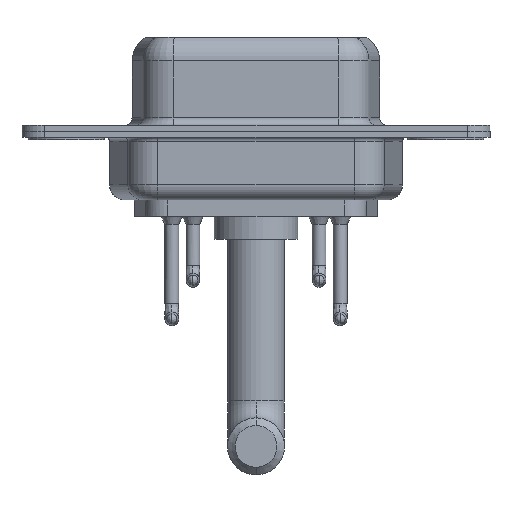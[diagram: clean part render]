
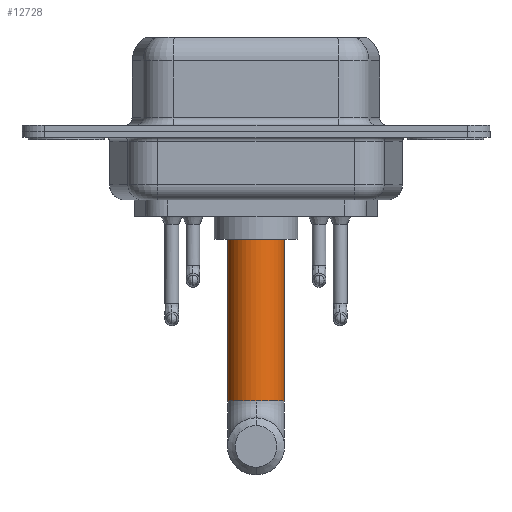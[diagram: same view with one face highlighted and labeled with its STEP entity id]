
A CAD part, front view. The second image highlights one B-rep face of the part: STEP entity #12728.
In plain terms, the highlighted cylindrical face has radius 1.875 mm (diameter 3.75 mm), a partial arc.
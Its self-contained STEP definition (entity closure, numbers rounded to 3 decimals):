
#190 = VERTEX_POINT ( 'NONE', #8690 ) ;
#571 = EDGE_CURVE ( 'NONE', #190, #10117, #9622, .T. ) ;
#756 = CARTESIAN_POINT ( 'NONE',  ( 1.875, 0., 0. ) ) ;
#1214 = CARTESIAN_POINT ( 'NONE',  ( 0., 0., -10.63 ) ) ;
#1338 = CIRCLE ( 'NONE', #3220, 1.875 ) ;
#1726 = CARTESIAN_POINT ( 'NONE',  ( 0., 0., 0. ) ) ;
#2079 = DIRECTION ( 'NONE',  ( -1., 0., 0. ) ) ;
#2130 = CARTESIAN_POINT ( 'NONE',  ( 0., 0., -10.63 ) ) ;
#2645 = CARTESIAN_POINT ( 'NONE',  ( -1.875, 0., 0. ) ) ;
#2785 = DIRECTION ( 'NONE',  ( 0., 0., -1. ) ) ;
#2786 = DIRECTION ( 'NONE',  ( 0., 0., -1. ) ) ;
#2977 = DIRECTION ( 'NONE',  ( -1., 0., 0. ) ) ;
#3206 = EDGE_CURVE ( 'NONE', #6328, #190, #1338, .T. ) ;
#3220 = AXIS2_PLACEMENT_3D ( 'NONE', #1726, #5095, #8452 ) ;
#3238 = DIRECTION ( 'NONE',  ( 0., 0., -1. ) ) ;
#3782 = EDGE_CURVE ( 'NONE', #10264, #10117, #7667, .T. ) ;
#4092 = DIRECTION ( 'NONE',  ( 0., 0., -1. ) ) ;
#4346 = DIRECTION ( 'NONE',  ( -1., 0., 0. ) ) ;
#4414 = AXIS2_PLACEMENT_3D ( 'NONE', #2130, #3238, #4346 ) ;
#5095 = DIRECTION ( 'NONE',  ( 0., 0., -1. ) ) ;
#5952 = EDGE_CURVE ( 'NONE', #8458, #10264, #13827, .T. ) ;
#6221 = EDGE_LOOP ( 'NONE', ( #6305, #9243, #9090, #9278, #11904 ) ) ;
#6305 = ORIENTED_EDGE ( 'NONE', *, *, #10144, .F. ) ;
#6328 = VERTEX_POINT ( 'NONE', #756 ) ;
#7667 = CIRCLE ( 'NONE', #4414, 1.875 ) ;
#8452 = DIRECTION ( 'NONE',  ( -1., 0., 0. ) ) ;
#8458 = VERTEX_POINT ( 'NONE', #10794 ) ;
#8690 = CARTESIAN_POINT ( 'NONE',  ( -1.875, 0., 0. ) ) ;
#9090 = ORIENTED_EDGE ( 'NONE', *, *, #571, .T. ) ;
#9243 = ORIENTED_EDGE ( 'NONE', *, *, #3206, .T. ) ;
#9278 = ORIENTED_EDGE ( 'NONE', *, *, #3782, .F. ) ;
#9622 = LINE ( 'NONE', #2645, #12542 ) ;
#9771 = CARTESIAN_POINT ( 'NONE',  ( 0., -1.875, -10.63 ) ) ;
#9807 = FACE_OUTER_BOUND ( 'NONE', #6221, .T. ) ;
#10117 = VERTEX_POINT ( 'NONE', #11596 ) ;
#10144 = EDGE_CURVE ( 'NONE', #6328, #8458, #12839, .T. ) ;
#10264 = VERTEX_POINT ( 'NONE', #9771 ) ;
#10794 = CARTESIAN_POINT ( 'NONE',  ( 1.875, 0., -10.63 ) ) ;
#10795 = AXIS2_PLACEMENT_3D ( 'NONE', #13023, #4092, #2977 ) ;
#11596 = CARTESIAN_POINT ( 'NONE',  ( -1.875, 0., -10.63 ) ) ;
#11904 = ORIENTED_EDGE ( 'NONE', *, *, #5952, .F. ) ;
#12542 = VECTOR ( 'NONE', #2786, 1000. ) ;
#12728 = ADVANCED_FACE ( 'NONE', ( #9807 ), #12958, .T. ) ;
#12839 = LINE ( 'NONE', #13867, #12853 ) ;
#12853 = VECTOR ( 'NONE', #2785, 1000. ) ;
#12958 = CYLINDRICAL_SURFACE ( 'NONE', #10795, 1.875 ) ;
#13023 = CARTESIAN_POINT ( 'NONE',  ( 0., 0., 0. ) ) ;
#13135 = AXIS2_PLACEMENT_3D ( 'NONE', #1214, #13388, #2079 ) ;
#13388 = DIRECTION ( 'NONE',  ( 0., 0., -1. ) ) ;
#13827 = CIRCLE ( 'NONE', #13135, 1.875 ) ;
#13867 = CARTESIAN_POINT ( 'NONE',  ( 1.875, 0., 0. ) ) ;
